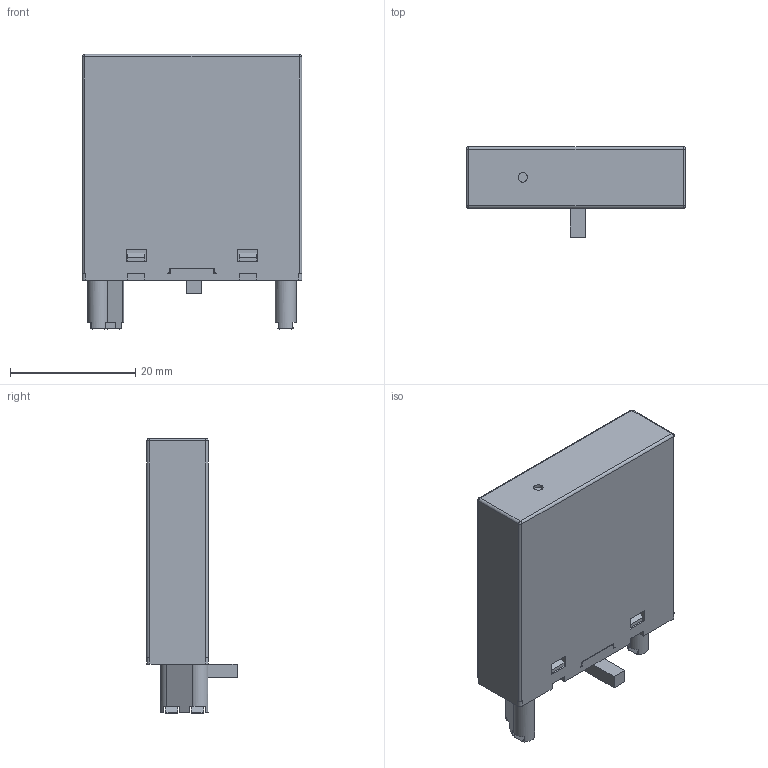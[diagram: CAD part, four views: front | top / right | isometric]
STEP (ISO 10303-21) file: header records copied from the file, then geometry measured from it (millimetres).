
FILE_DESCRIPTION (( 'STEP AP203' ), '1' );
FILE_NAME ('BMD 耀輸 俋倛.STEP', '2023-02-28T09:14:23', ( '' ), ( '' ), 'SwSTEP 2.0', 'SolidWorks 2018', '' );
FILE_SCHEMA (( 'CONFIG_CONTROL_DESIGN' ));
Length unit declared in the file: millimetre
Products named in the file (1): BMD 耀輸 俋倛
Bounding box: 35 x 14.4 x 43.9 mm (x, y, z)
Volume: 12587.9 mm3; surface area: 4543.5 mm2
Topology: 1 solids, 1 shells, 248 faces, 653 edges, 417 vertices
Faces by surface type: plane 181, cylinder 59, sphere 8
Entity records: 7573 total; most frequent: CARTESIAN_POINT 1323, ORIENTED_EDGE 1290, DIRECTION 1258, EDGE_CURVE 645, VECTOR 522, LINE 522, VERTEX_POINT 417, AXIS2_PLACEMENT_3D 368
